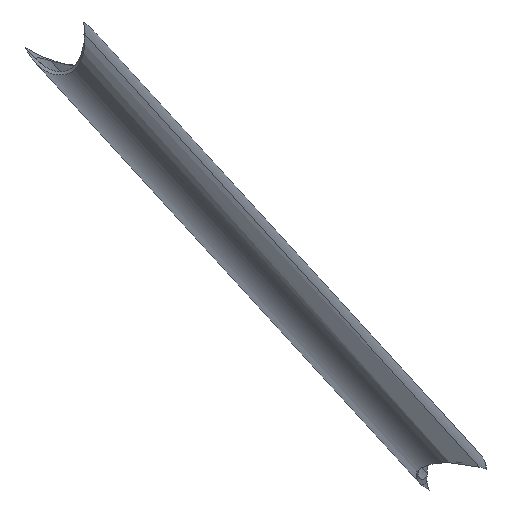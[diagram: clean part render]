
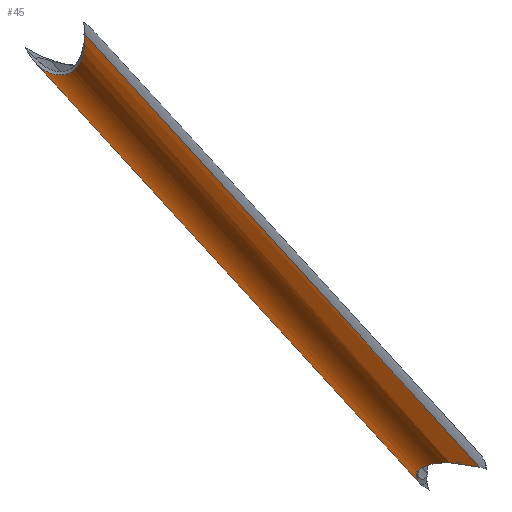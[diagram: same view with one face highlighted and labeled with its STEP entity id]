
A CAD part, left-side view. The second image highlights one B-rep face of the part: STEP entity #45.
In plain terms, the highlighted cylindrical face has radius 15 mm (diameter 30 mm), a partial arc.
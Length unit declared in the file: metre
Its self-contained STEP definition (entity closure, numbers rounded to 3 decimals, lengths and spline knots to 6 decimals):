
#45=ADVANCED_FACE('',(#94),#95,.T.);
#94=FACE_OUTER_BOUND('',#144,.T.);
#95=CYLINDRICAL_SURFACE('',#145,0.015);
#144=EDGE_LOOP('',(#209,#210,#211,#212,#213,#214,#215,#216));
#145=AXIS2_PLACEMENT_3D('',#217,#218,#219);
#209=ORIENTED_EDGE('',*,*,#342,.F.);
#210=ORIENTED_EDGE('',*,*,#343,.F.);
#211=ORIENTED_EDGE('',*,*,#344,.F.);
#212=ORIENTED_EDGE('',*,*,#335,.F.);
#213=ORIENTED_EDGE('',*,*,#345,.F.);
#214=ORIENTED_EDGE('',*,*,#346,.T.);
#215=ORIENTED_EDGE('',*,*,#347,.T.);
#216=ORIENTED_EDGE('',*,*,#348,.F.);
#217=CARTESIAN_POINT('',(-1.650499,0.369895,0.20808));
#218=DIRECTION('',(0.953,-0.203,-0.223));
#219=DIRECTION('',(0.209,0.978,0.0));
#335=EDGE_CURVE('',#403,#396,#405,.T.);
#342=EDGE_CURVE('',#416,#417,#418,.T.);
#343=EDGE_CURVE('0:141',#419,#416,#420,.T.);
#344=EDGE_CURVE('',#396,#419,#421,.T.);
#345=EDGE_CURVE('',#422,#403,#423,.T.);
#346=EDGE_CURVE('',#422,#424,#425,.T.);
#347=EDGE_CURVE('0:69',#424,#426,#427,.T.);
#348=EDGE_CURVE('',#417,#426,#428,.T.);
#396=VERTEX_POINT('',#709);
#403=VERTEX_POINT('',#772);
#405=ELLIPSE('',#774,0.096055,0.015);
#416=VERTEX_POINT('',#805);
#417=VERTEX_POINT('',#806);
#418=LINE('',#807,#808);
#419=VERTEX_POINT('',#809);
#420=ELLIPSE('',#810,0.025173,0.015);
#421=ELLIPSE('',#811,0.096055,0.015);
#422=VERTEX_POINT('',#812);
#423=LINE('',#813,#814);
#424=VERTEX_POINT('',#815);
#425=CIRCLE('',#816,0.015166);
#426=VERTEX_POINT('',#817);
#427=ELLIPSE('',#818,0.026317,0.015);
#428=ELLIPSE('',#819,0.125275,0.015);
#709=CARTESIAN_POINT('',(-0.786033,0.198147,-0.002096));
#772=CARTESIAN_POINT('',(-0.790478,0.171162,0.006391));
#774=AXIS2_PLACEMENT_3D('',#962,#963,#964);
#805=CARTESIAN_POINT('',(-0.765609,0.196533,0.002042));
#806=CARTESIAN_POINT('',(-1.601554,0.374795,0.197374));
#807=CARTESIAN_POINT('',(-1.647371,0.384565,0.20808));
#808=VECTOR('',#972,1.0);
#809=CARTESIAN_POINT('',(-0.760711,0.194632,-0.004213));
#810=AXIS2_PLACEMENT_3D('',#973,#974,#975);
#811=AXIS2_PLACEMENT_3D('',#976,#977,#978);
#812=CARTESIAN_POINT('',(-1.653445,0.355186,0.208037));
#813=CARTESIAN_POINT('',(-1.653628,0.355225,0.20808));
#814=VECTOR('',#979,1.0);
#815=CARTESIAN_POINT('',(-1.65351,0.355213,0.207428));
#816=AXIS2_PLACEMENT_3D('',#980,#981,#982);
#817=CARTESIAN_POINT('',(-1.64213,0.382559,0.201652));
#818=AXIS2_PLACEMENT_3D('',#983,#984,#985);
#819=AXIS2_PLACEMENT_3D('',#986,#987,#988);
#962=CARTESIAN_POINT('',(-0.76,0.18,0.));
#963=DIRECTION('',(-0.119,-0.28,-0.953));
#964=DIRECTION('',(0.984,-0.162,-0.075));
#972=DIRECTION('',(-0.953,0.203,0.223));
#973=CARTESIAN_POINT('',(-0.76,0.18,0.));
#974=DIRECTION('',(0.8,0.202,0.565));
#975=DIRECTION('',(0.594,-0.403,-0.697));
#976=CARTESIAN_POINT('',(-0.76,0.18,0.));
#977=DIRECTION('',(-0.119,-0.28,-0.953));
#978=DIRECTION('',(0.984,-0.162,-0.075));
#979=DIRECTION('',(0.953,-0.203,-0.223));
#980=CARTESIAN_POINT('',(-1.650975,0.370149,0.208118));
#981=DIRECTION('',(0.98,-0.161,-0.114));
#982=DIRECTION('',(-0.162,-0.987,0.005));
#983=CARTESIAN_POINT('',(-1.65099,0.37,0.208195));
#984=DIRECTION('',(0.722,-0.158,0.674));
#985=DIRECTION('',(0.66,-0.138,-0.739));
#986=CARTESIAN_POINT('',(-1.65099,0.37,0.208195));
#987=DIRECTION('',(0.166,0.361,0.918));
#988=DIRECTION('',(-0.98,0.161,0.114));
